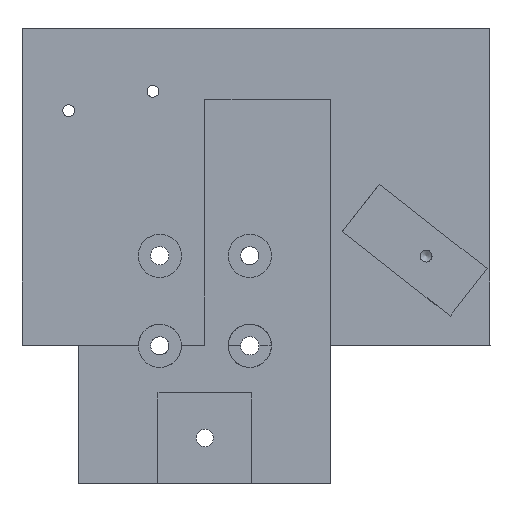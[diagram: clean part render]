
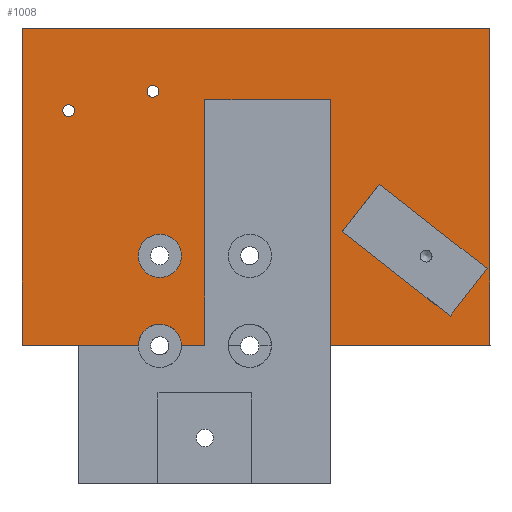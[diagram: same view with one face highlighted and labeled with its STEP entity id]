
A CAD part, front view. The second image highlights one B-rep face of the part: STEP entity #1008.
In plain terms, the highlighted planar face has unit normal (0.002, -1, 0).
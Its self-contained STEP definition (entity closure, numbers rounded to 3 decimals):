
#18=FACE_BOUND('',#148,.T.);
#19=FACE_BOUND('',#149,.T.);
#20=FACE_BOUND('',#150,.T.);
#21=FACE_BOUND('',#151,.T.);
#42=PLANE('',#1086);
#77=ELLIPSE('',#1077,6.,6.);
#80=ELLIPSE('',#1089,6.,6.);
#92=FACE_OUTER_BOUND('',#147,.T.);
#147=EDGE_LOOP('',(#736,#737,#738,#739,#740,#741,#742,#743,#744,#745));
#148=EDGE_LOOP('',(#746,#747,#748,#749));
#149=EDGE_LOOP('',(#750));
#150=EDGE_LOOP('',(#751));
#151=EDGE_LOOP('',(#752));
#226=LINE('',#1491,#333);
#229=LINE('',#1643,#336);
#234=LINE('',#1653,#341);
#235=LINE('',#1655,#342);
#236=LINE('',#1657,#343);
#237=LINE('',#1659,#344);
#238=LINE('',#1661,#345);
#239=LINE('',#1663,#346);
#240=LINE('',#1664,#347);
#241=LINE('',#1667,#348);
#242=LINE('',#1669,#349);
#243=LINE('',#1671,#350);
#244=LINE('',#1672,#351);
#333=VECTOR('',#1200,130.);
#336=VECTOR('',#1209,130.);
#341=VECTOR('',#1216,10.);
#342=VECTOR('',#1217,10.);
#343=VECTOR('',#1218,10.);
#344=VECTOR('',#1219,130.);
#345=VECTOR('',#1220,87.9);
#346=VECTOR('',#1221,130.);
#347=VECTOR('',#1222,87.9);
#348=VECTOR('',#1223,10.);
#349=VECTOR('',#1224,10.);
#350=VECTOR('',#1225,10.);
#351=VECTOR('',#1226,10.);
#433=CIRCLE('',#1087,1.65);
#434=CIRCLE('',#1088,1.65);
#464=VERTEX_POINT('',#1469);
#466=VERTEX_POINT('',#1472);
#473=VERTEX_POINT('',#1489);
#479=VERTEX_POINT('',#1642);
#483=VERTEX_POINT('',#1652);
#484=VERTEX_POINT('',#1654);
#485=VERTEX_POINT('',#1656);
#486=VERTEX_POINT('',#1658);
#487=VERTEX_POINT('',#1660);
#488=VERTEX_POINT('',#1662);
#489=VERTEX_POINT('',#1665);
#490=VERTEX_POINT('',#1666);
#491=VERTEX_POINT('',#1668);
#492=VERTEX_POINT('',#1670);
#493=VERTEX_POINT('',#1673);
#494=VERTEX_POINT('',#1675);
#495=VERTEX_POINT('',#1677);
#563=EDGE_CURVE('',#466,#464,#77,.T.);
#573=EDGE_CURVE('',#473,#464,#226,.T.);
#580=EDGE_CURVE('',#466,#479,#229,.T.);
#585=EDGE_CURVE('',#483,#473,#234,.T.);
#586=EDGE_CURVE('',#484,#483,#235,.T.);
#587=EDGE_CURVE('',#485,#484,#236,.T.);
#588=EDGE_CURVE('',#486,#485,#237,.T.);
#589=EDGE_CURVE('',#487,#486,#238,.T.);
#590=EDGE_CURVE('',#488,#487,#239,.T.);
#591=EDGE_CURVE('',#479,#488,#240,.T.);
#592=EDGE_CURVE('',#489,#490,#241,.T.);
#593=EDGE_CURVE('',#490,#491,#242,.T.);
#594=EDGE_CURVE('',#491,#492,#243,.T.);
#595=EDGE_CURVE('',#492,#489,#244,.T.);
#596=EDGE_CURVE('',#493,#493,#433,.T.);
#597=EDGE_CURVE('',#494,#494,#434,.T.);
#598=EDGE_CURVE('',#495,#495,#80,.T.);
#736=ORIENTED_EDGE('',*,*,#563,.T.);
#737=ORIENTED_EDGE('',*,*,#573,.F.);
#738=ORIENTED_EDGE('',*,*,#585,.F.);
#739=ORIENTED_EDGE('',*,*,#586,.F.);
#740=ORIENTED_EDGE('',*,*,#587,.F.);
#741=ORIENTED_EDGE('',*,*,#588,.F.);
#742=ORIENTED_EDGE('',*,*,#589,.F.);
#743=ORIENTED_EDGE('',*,*,#590,.F.);
#744=ORIENTED_EDGE('',*,*,#591,.F.);
#745=ORIENTED_EDGE('',*,*,#580,.F.);
#746=ORIENTED_EDGE('',*,*,#592,.T.);
#747=ORIENTED_EDGE('',*,*,#593,.T.);
#748=ORIENTED_EDGE('',*,*,#594,.T.);
#749=ORIENTED_EDGE('',*,*,#595,.T.);
#750=ORIENTED_EDGE('',*,*,#596,.F.);
#751=ORIENTED_EDGE('',*,*,#597,.F.);
#752=ORIENTED_EDGE('',*,*,#598,.T.);
#1008=ADVANCED_FACE('',(#92,#18,#19,#20,#21),#42,.T.);
#1077=AXIS2_PLACEMENT_3D('',#1473,#1183,#1184);
#1086=AXIS2_PLACEMENT_3D('',#1651,#1214,#1215);
#1087=AXIS2_PLACEMENT_3D('',#1674,#1227,#1228);
#1088=AXIS2_PLACEMENT_3D('',#1676,#1229,#1230);
#1089=AXIS2_PLACEMENT_3D('',#1678,#1231,#1232);
#1183=DIRECTION('center_axis',(-0.002,1.,0.));
#1184=DIRECTION('ref_axis',(1.,0.002,0.));
#1200=DIRECTION('',(-1.,-0.002,0.));
#1209=DIRECTION('',(-1.,-0.002,0.));
#1214=DIRECTION('center_axis',(0.002,-1.,0.));
#1215=DIRECTION('ref_axis',(1.,0.002,0.));
#1216=DIRECTION('',(0.,0.,-1.));
#1217=DIRECTION('',(-1.,-0.002,0.));
#1218=DIRECTION('',(0.,0.,1.));
#1219=DIRECTION('',(-1.,-0.002,0.));
#1220=DIRECTION('',(0.,0.,-1.));
#1221=DIRECTION('',(1.,0.002,0.));
#1222=DIRECTION('',(0.,0.,1.));
#1223=DIRECTION('',(-0.788,-0.002,0.616));
#1224=DIRECTION('',(0.616,0.001,0.788));
#1225=DIRECTION('',(0.788,0.002,-0.616));
#1226=DIRECTION('',(-0.616,-0.001,-0.788));
#1227=DIRECTION('center_axis',(0.002,-1.,0.));
#1228=DIRECTION('ref_axis',(0.,0.,-1.));
#1229=DIRECTION('center_axis',(0.002,-1.,0.));
#1230=DIRECTION('ref_axis',(0.,0.,-1.));
#1231=DIRECTION('center_axis',(-0.002,1.,0.));
#1232=DIRECTION('ref_axis',(1.,0.002,0.));
#1469=CARTESIAN_POINT('',(0.698,-75.273,-38.486));
#1472=CARTESIAN_POINT('',(-11.296,-75.298,-38.486));
#1473=CARTESIAN_POINT('Origin',(-5.299,-75.286,-38.679));
#1489=CARTESIAN_POINT('',(7.206,-75.26,-38.486));
#1491=CARTESIAN_POINT('',(86.441,-75.095,-38.486));
#1642=CARTESIAN_POINT('',(-43.559,-75.366,-38.486));
#1643=CARTESIAN_POINT('',(86.441,-75.095,-38.486));
#1651=CARTESIAN_POINT('Origin',(-5.299,-75.286,-13.679));
#1652=CARTESIAN_POINT('',(7.206,-75.26,29.69));
#1653=CARTESIAN_POINT('',(7.206,-75.26,-29.77));
#1654=CARTESIAN_POINT('',(42.201,-75.187,29.69));
#1655=CARTESIAN_POINT('',(11.824,-75.25,29.69));
#1656=CARTESIAN_POINT('',(42.201,-75.187,-38.486));
#1657=CARTESIAN_POINT('',(42.201,-75.187,-29.77));
#1658=CARTESIAN_POINT('',(86.441,-75.095,-38.486));
#1659=CARTESIAN_POINT('',(86.441,-75.095,-38.486));
#1660=CARTESIAN_POINT('',(86.441,-75.095,49.414));
#1661=CARTESIAN_POINT('',(86.441,-75.095,49.414));
#1662=CARTESIAN_POINT('',(-43.559,-75.366,49.414));
#1663=CARTESIAN_POINT('',(-43.559,-75.366,49.414));
#1664=CARTESIAN_POINT('',(-43.559,-75.366,-38.486));
#1665=CARTESIAN_POINT('',(75.359,-75.118,-30.413));
#1666=CARTESIAN_POINT('',(45.359,-75.181,-6.974));
#1667=CARTESIAN_POINT('',(35.171,-75.202,0.986));
#1668=CARTESIAN_POINT('',(55.641,-75.159,6.186));
#1669=CARTESIAN_POINT('',(49.13,-75.173,-2.148));
#1670=CARTESIAN_POINT('',(85.641,-75.097,-17.253));
#1671=CARTESIAN_POINT('',(45.452,-75.18,14.146));
#1672=CARTESIAN_POINT('',(73.589,-75.122,-32.679));
#1673=CARTESIAN_POINT('',(-30.584,-75.339,28.289));
#1674=CARTESIAN_POINT('Origin',(-30.584,-75.339,26.639));
#1675=CARTESIAN_POINT('',(-7.199,-75.29,33.687));
#1676=CARTESIAN_POINT('Origin',(-7.199,-75.29,32.037));
#1677=CARTESIAN_POINT('',(-5.299,-75.286,-7.679));
#1678=CARTESIAN_POINT('Origin',(-5.299,-75.286,-13.679));
